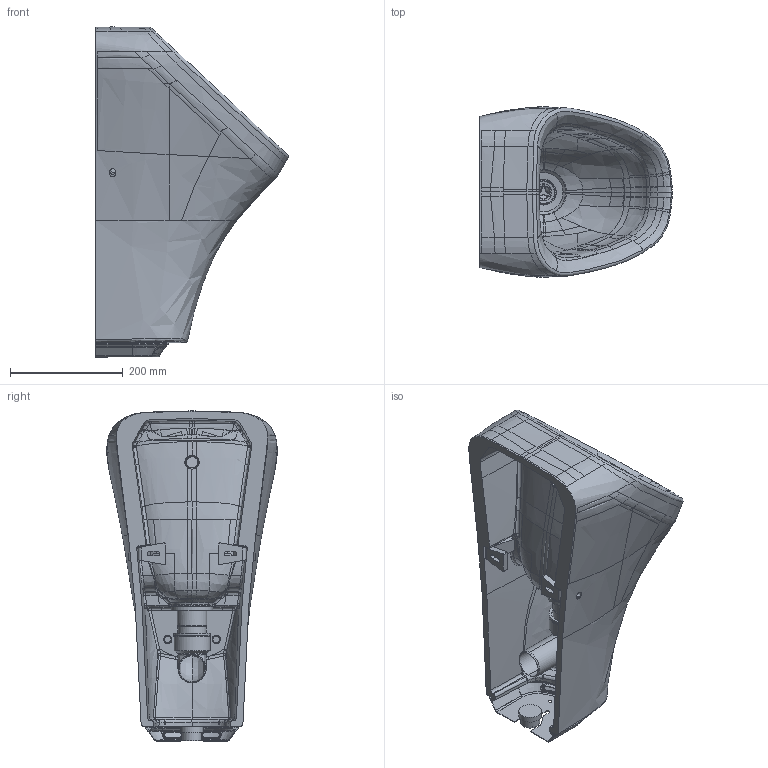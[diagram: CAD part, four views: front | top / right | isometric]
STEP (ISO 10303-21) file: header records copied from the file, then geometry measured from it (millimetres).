
FILE_DESCRIPTION((''),'2;1');
FILE_NAME('280631.stp','2014-11-04T11:21:38',('Administrator'),(''),'Autodesk Inventor 2011','Autodesk Inventor 2011','');
FILE_SCHEMA(('CONFIG_CONTROL_DESIGN'));
Length unit declared in the file: millimetre
Products named in the file (16): 280631; Utronic Steuerung Bgr; Utronic Regler; 00427; Utronic Steuerung; 00195; 00185; Gummi; Membraneventil fuer Urinale; Geruchsverschluss; Verschraubung 77mm; Bogen; Ventil 1; Part1; Wasserdüse
Assembly tree (16 placements, depth 4):
  280631
    280631
    Utronic Steuerung Bgr
      Utronic Regler
        00427
      Utronic Steuerung
        00195
        00185
        Gummi
    Membraneventil fuer Urinale
      Geruchsverschluss
      Verschraubung 77mm
      Bogen
      Ventil 1
    Part1  x2
    Wasserdüse
Bounding box: 341.13 x 302.18 x 584.89 mm (x, y, z)
Volume: 9705360.6 mm3; surface area: 1015773.1 mm2
Topology: 17 solids, 18 shells, 1490 faces, 3887 edges, 2445 vertices
Faces by surface type: bspline 867, plane 243, cylinder 228, cone 78, torus 67, sphere 7
Full cylindrical faces by diameter (mm): 6 x2, 10 x2, 12 x2, 15 x2, 15.952 x1, 18.245 x1, 19.94 x1, 20 x1, 21.535 x1, 23.829 x2, 27 x1, 28 x1, 29 x1, 29.6 x1, 30 x3, 30.09 x1, 32 x1, 32.752 x1, 34 x1, 34.305 x1, 36 x2, 38.4 x1, 39.931 x1, 40 x2, 45.25 x1, 47 x1, 47.6 x1, 49 x1, 50 x1, 52 x1
Entity records: 211400 total; most frequent: CARTESIAN_POINT 180850, ORIENTED_EDGE 7380, DIRECTION 4163, EDGE_CURVE 3690, VERTEX_POINT 2378, B_SPLINE_CURVE_WITH_KNOTS 1886, AXIS2_PLACEMENT_3D 1732, EDGE_LOOP 1620
